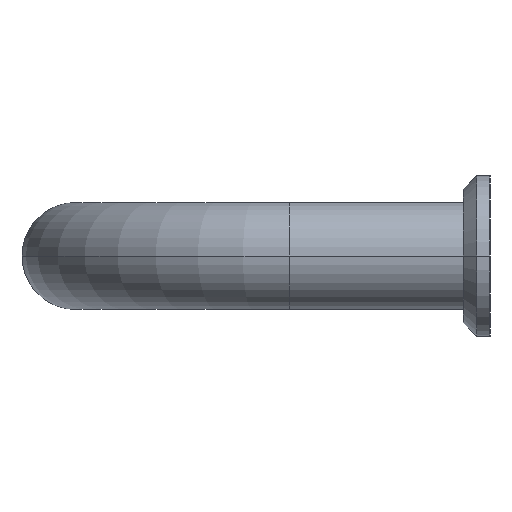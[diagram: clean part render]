
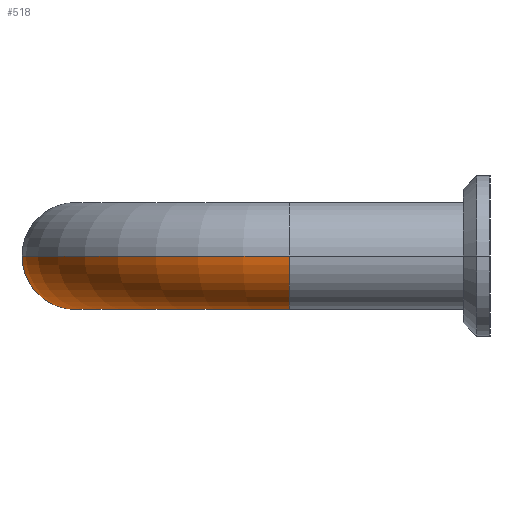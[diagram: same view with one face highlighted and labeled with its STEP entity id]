
A CAD part, left-side view. The second image highlights one B-rep face of the part: STEP entity #518.
In plain terms, the highlighted toroidal (fillet/blend) face has major radius 16 mm and minor radius 4 mm.
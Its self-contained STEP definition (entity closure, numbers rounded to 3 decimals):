
#292=EDGE_CURVE('',#614,#516,#800,.T.);
#294=EDGE_CURVE('',#614,#640,#802,.T.);
#480=EDGE_CURVE('',#516,#532,#1010,.T.);
#494=EDGE_CURVE('',#662,#640,#1025,.T.);
#516=VERTEX_POINT('',#1050);
#518=ADVANCED_FACE('',(#1052),#1053,.T.);
#532=VERTEX_POINT('',#1068);
#610=EDGE_CURVE('',#532,#662,#1152,.T.);
#614=VERTEX_POINT('',#1157);
#640=VERTEX_POINT('',#1186);
#662=VERTEX_POINT('',#1210);
#800=CIRCLE('',#1367,12.0);
#802=CIRCLE('',#1370,4.0);
#1010=CIRCLE('',#1646,4.0);
#1025=CIRCLE('',#1665,20.0);
#1050=CARTESIAN_POINT('',(16.0,27.0,0.));
#1052=FACE_OUTER_BOUND('',#1700,.T.);
#1053=TOROIDAL_SURFACE('',#1701,16.0,4.0);
#1068=CARTESIAN_POINT('',(16.0,31.0,-4.0));
#1152=CIRCLE('',#1832,4.0);
#1157=CARTESIAN_POINT('',(4.0,15.0,0.0));
#1186=CARTESIAN_POINT('',(-4.0,15.0,0.));
#1210=CARTESIAN_POINT('',(16.0,35.0,0.));
#1367=AXIS2_PLACEMENT_3D('',#2073,#2074,#2075);
#1370=AXIS2_PLACEMENT_3D('',#2076,#2077,#2078);
#1646=AXIS2_PLACEMENT_3D('',#2344,#2345,#2346);
#1665=AXIS2_PLACEMENT_3D('',#2364,#2365,#2366);
#1700=EDGE_LOOP('',(#2393,#2394,#2395,#2396,#2397));
#1701=AXIS2_PLACEMENT_3D('',#2398,#2399,#2400);
#1832=AXIS2_PLACEMENT_3D('',#2511,#2512,#2513);
#2073=CARTESIAN_POINT('',(16.0,15.0,0.));
#2074=DIRECTION('',(0.0,0.0,-1.0));
#2075=DIRECTION('',(1.0,0.0,0.0));
#2076=CARTESIAN_POINT('',(0.0,15.0,0.0));
#2077=DIRECTION('',(-0.0,1.0,0.0));
#2078=DIRECTION('',(1.0,0.0,0.0));
#2344=CARTESIAN_POINT('',(16.0,31.0,0.0));
#2345=DIRECTION('',(1.0,0.0,0.0));
#2346=DIRECTION('',(0.0,1.0,0.0));
#2364=CARTESIAN_POINT('',(16.0,15.0,0.));
#2365=DIRECTION('',(0.0,0.0,1.0));
#2366=DIRECTION('',(1.0,0.0,0.0));
#2393=ORIENTED_EDGE('',*,*,#494,.F.);
#2394=ORIENTED_EDGE('',*,*,#610,.F.);
#2395=ORIENTED_EDGE('',*,*,#480,.F.);
#2396=ORIENTED_EDGE('',*,*,#292,.F.);
#2397=ORIENTED_EDGE('',*,*,#294,.T.);
#2398=CARTESIAN_POINT('',(16.0,15.0,0.0));
#2399=DIRECTION('',(0.0,0.0,1.0));
#2400=DIRECTION('',(1.0,0.0,0.0));
#2511=CARTESIAN_POINT('',(16.0,31.0,0.0));
#2512=DIRECTION('',(1.0,0.0,0.0));
#2513=DIRECTION('',(0.0,1.0,0.0));
